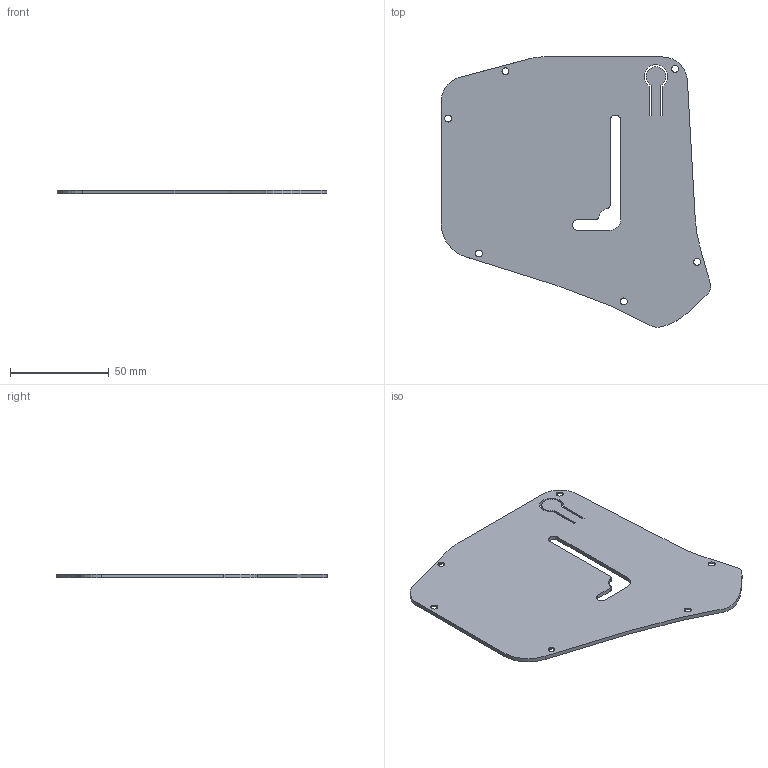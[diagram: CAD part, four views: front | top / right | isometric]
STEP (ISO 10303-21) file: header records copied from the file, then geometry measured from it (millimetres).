
FILE_DESCRIPTION(/* description */ ('CAx-IF Rec.Pracs.---Representation and Presentation of Product Manufacturing Information (PMI)---4.0---2014-10-13','CAx-IF Rec.Pracs.---3D Tessellated Geometry---0.4---2014-09-14','2;1'),/* implementation_level */ '2;1');
FILE_NAME(/* name */ 'l_cover',/* time_stamp */ '2025-06-17T22:51:27+03:00',/* author */ (''),/* organization */ (''),/* preprocessor_version */ 'ST-DEVELOPER v16.7',/* originating_system */ $,/* authorisation */ $);
FILE_SCHEMA (('AP242_MANAGED_MODEL_BASED_3D_ENGINEERING_MIM_LF { 1 0 10303 442 20130219 1 4 }'));
Length unit declared in the file: millimetre
Products named in the file (1): l_cover
Bounding box: 136.73 x 137.02 x 2 mm (x, y, z)
Volume: 28199.9 mm3; surface area: 30405.2 mm2
Topology: 1 solids, 1 shells, 121 faces, 334 edges, 221 vertices
Faces by surface type: plane 74, cylinder 26, bspline 15, cone 6
Full cylindrical faces by diameter (mm): 0.897 x1, 3.5 x6
Entity records: 5405 total; most frequent: CARTESIAN_POINT 1336, ORIENTED_EDGE 638, DIRECTION 522, EDGE_CURVE 319, VERTEX_POINT 219, AXIS2_PLACEMENT_3D 181, LINE 176, VECTOR 176
